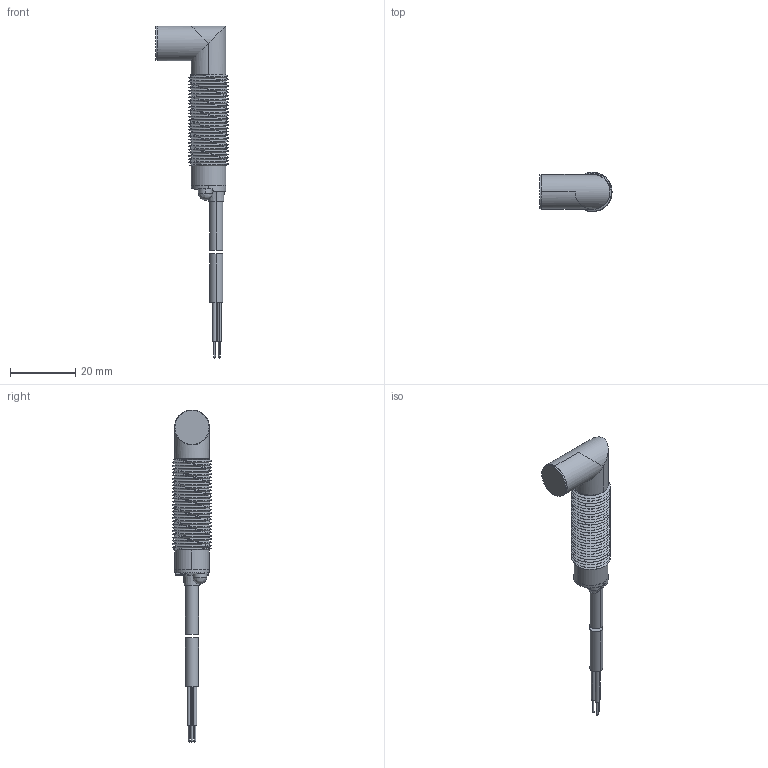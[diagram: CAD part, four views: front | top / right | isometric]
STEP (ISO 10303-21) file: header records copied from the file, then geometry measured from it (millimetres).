
FILE_DESCRIPTION((''),'2;1');
FILE_NAME('FCM1-1202X-X3UXZ','2017-07-27T',('Administrator'),(''),'PRO/ENGINEER BY PARAMETRIC TECHNOLOGY CORPORATION, 2009440','PRO/ENGINEER BY PARAMETRIC TECHNOLOGY CORPORATION, 2009440','');
FILE_SCHEMA(('CONFIG_CONTROL_DESIGN'));
Length unit declared in the file: millimetre
Products named in the file (1): FCM1-1202X-X3UXZ
Bounding box: 22.15 x 12 x 102 mm (x, y, z)
Volume: 6227.4 mm3; surface area: 4012.6 mm2
Topology: 2 solids, 2 shells, 138 faces, 367 edges, 235 vertices
Faces by surface type: cylinder 83, plane 24, bspline 21, sphere 6, cone 4
Entity records: 9773 total; most frequent: CARTESIAN_POINT 6641, ORIENTED_EDGE 722, DIRECTION 516, EDGE_CURVE 361, VERTEX_POINT 235, AXIS2_PLACEMENT_3D 197, B_SPLINE_CURVE_WITH_KNOTS 159, EDGE_LOOP 148
